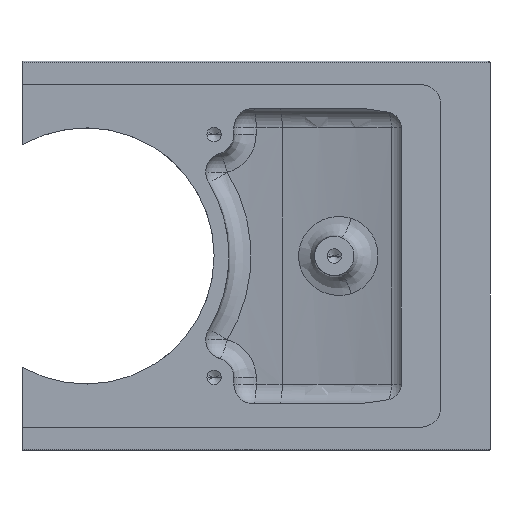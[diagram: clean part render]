
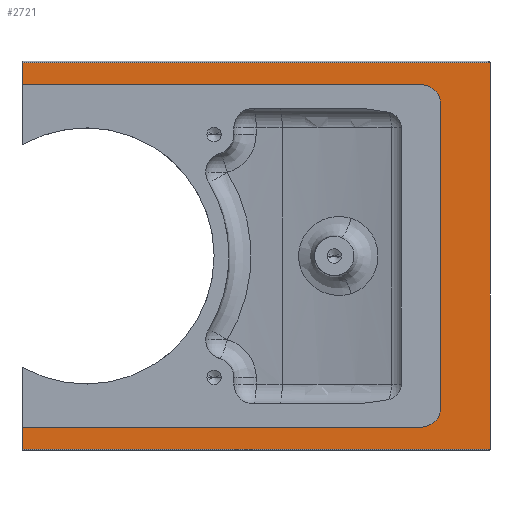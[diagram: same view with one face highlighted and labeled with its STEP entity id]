
A CAD part, top view. The second image highlights one B-rep face of the part: STEP entity #2721.
In plain terms, the highlighted planar face has unit normal (0, 0, 1).
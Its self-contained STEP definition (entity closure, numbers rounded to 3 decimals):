
#58 = ORIENTED_EDGE ( 'NONE', *, *, #2133, .T. ) ;
#68 = CARTESIAN_POINT ( 'NONE',  ( 47.5, 39.25, 0. ) ) ;
#200 = CARTESIAN_POINT ( 'NONE',  ( 33.5, -30.75, 0. ) ) ;
#242 = DIRECTION ( 'NONE',  ( 0., -1., 0. ) ) ;
#244 = DIRECTION ( 'NONE',  ( -1., 0., 0. ) ) ;
#264 = EDGE_CURVE ( 'NONE', #476, #1725, #2948, .T. ) ;
#279 = CARTESIAN_POINT ( 'NONE',  ( 47.5, 39.5, 0. ) ) ;
#327 = LINE ( 'NONE', #643, #1664 ) ;
#476 = VERTEX_POINT ( 'NONE', #2496 ) ;
#478 = CARTESIAN_POINT ( 'NONE',  ( -47.5, -34.75, 0. ) ) ;
#516 = EDGE_LOOP ( 'NONE', ( #58, #1558, #1245, #2611, #1766, #2738, #820, #1499, #2226, #715 ) ) ;
#565 = CARTESIAN_POINT ( 'NONE',  ( -47.5, 39.25, 0. ) ) ;
#606 = CIRCLE ( 'NONE', #2814, 4. ) ;
#624 = EDGE_CURVE ( 'NONE', #2844, #1285, #872, .T. ) ;
#643 = CARTESIAN_POINT ( 'NONE',  ( 37.5, -34.75, 0. ) ) ;
#707 = DIRECTION ( 'NONE',  ( 1., 0., 0. ) ) ;
#710 = VECTOR ( 'NONE', #2126, 1000. ) ;
#715 = ORIENTED_EDGE ( 'NONE', *, *, #829, .F. ) ;
#774 = CARTESIAN_POINT ( 'NONE',  ( 47.5, -39.25, 0. ) ) ;
#814 = VERTEX_POINT ( 'NONE', #3277 ) ;
#820 = ORIENTED_EDGE ( 'NONE', *, *, #2865, .T. ) ;
#826 = CARTESIAN_POINT ( 'NONE',  ( 33.5, 34.75, 0. ) ) ;
#829 = EDGE_CURVE ( 'NONE', #1647, #3063, #1196, .T. ) ;
#863 = VERTEX_POINT ( 'NONE', #68 ) ;
#869 = DIRECTION ( 'NONE',  ( 0., 0., -1. ) ) ;
#872 = LINE ( 'NONE', #2028, #1853 ) ;
#951 = VERTEX_POINT ( 'NONE', #826 ) ;
#952 = VERTEX_POINT ( 'NONE', #2024 ) ;
#1151 = VECTOR ( 'NONE', #707, 1000. ) ;
#1178 = DIRECTION ( 'NONE',  ( 0., -1., 0. ) ) ;
#1196 = LINE ( 'NONE', #2394, #3797 ) ;
#1245 = ORIENTED_EDGE ( 'NONE', *, *, #3885, .F. ) ;
#1285 = VERTEX_POINT ( 'NONE', #774 ) ;
#1385 = CARTESIAN_POINT ( 'NONE',  ( 33.5, -34.75, 0. ) ) ;
#1499 = ORIENTED_EDGE ( 'NONE', *, *, #3702, .F. ) ;
#1558 = ORIENTED_EDGE ( 'NONE', *, *, #624, .T. ) ;
#1634 = DIRECTION ( 'NONE',  ( 0., 0., -1. ) ) ;
#1647 = VERTEX_POINT ( 'NONE', #478 ) ;
#1664 = VECTOR ( 'NONE', #2117, 1000. ) ;
#1725 = VERTEX_POINT ( 'NONE', #3515 ) ;
#1766 = ORIENTED_EDGE ( 'NONE', *, *, #264, .T. ) ;
#1853 = VECTOR ( 'NONE', #2605, 1000. ) ;
#2024 = CARTESIAN_POINT ( 'NONE',  ( 37.5, 30.75, 0. ) ) ;
#2028 = CARTESIAN_POINT ( 'NONE',  ( 47.5, -39.25, 0. ) ) ;
#2029 = VECTOR ( 'NONE', #242, 1000. ) ;
#2089 = CARTESIAN_POINT ( 'NONE',  ( -47.5, 39.5, 0. ) ) ;
#2092 = DIRECTION ( 'NONE',  ( -1., 0., 0. ) ) ;
#2117 = DIRECTION ( 'NONE',  ( 0., 1., 0. ) ) ;
#2126 = DIRECTION ( 'NONE',  ( -1., 0., 0. ) ) ;
#2133 = EDGE_CURVE ( 'NONE', #1647, #2844, #2970, .T. ) ;
#2226 = ORIENTED_EDGE ( 'NONE', *, *, #2476, .T. ) ;
#2352 = VECTOR ( 'NONE', #1178, 1000. ) ;
#2391 = LINE ( 'NONE', #565, #710 ) ;
#2394 = CARTESIAN_POINT ( 'NONE',  ( -47.5, -34.75, 0. ) ) ;
#2427 = FACE_OUTER_BOUND ( 'NONE', #516, .T. ) ;
#2476 = EDGE_CURVE ( 'NONE', #814, #3063, #606, .T. ) ;
#2496 = CARTESIAN_POINT ( 'NONE',  ( -47.5, 39.25, 0. ) ) ;
#2514 = DIRECTION ( 'NONE',  ( -1., 0., 0. ) ) ;
#2523 = CARTESIAN_POINT ( 'NONE',  ( -47.5, 34.75, 0. ) ) ;
#2585 = LINE ( 'NONE', #2523, #1151 ) ;
#2605 = DIRECTION ( 'NONE',  ( 1., 0., 0. ) ) ;
#2611 = ORIENTED_EDGE ( 'NONE', *, *, #2654, .T. ) ;
#2627 = VECTOR ( 'NONE', #2981, 1000. ) ;
#2654 = EDGE_CURVE ( 'NONE', #863, #476, #2391, .T. ) ;
#2707 = DIRECTION ( 'NONE',  ( 1., 0., 0. ) ) ;
#2721 = ADVANCED_FACE ( 'NONE', ( #2427 ), #3289, .F. ) ;
#2738 = ORIENTED_EDGE ( 'NONE', *, *, #3117, .T. ) ;
#2739 = CIRCLE ( 'NONE', #3757, 4. ) ;
#2767 = CARTESIAN_POINT ( 'NONE',  ( 33.5, 30.75, 0. ) ) ;
#2814 = AXIS2_PLACEMENT_3D ( 'NONE', #200, #2871, #244 ) ;
#2844 = VERTEX_POINT ( 'NONE', #3441 ) ;
#2865 = EDGE_CURVE ( 'NONE', #951, #952, #2739, .T. ) ;
#2871 = DIRECTION ( 'NONE',  ( 0., 0., -1. ) ) ;
#2948 = LINE ( 'NONE', #2089, #2352 ) ;
#2970 = LINE ( 'NONE', #3276, #2627 ) ;
#2981 = DIRECTION ( 'NONE',  ( 0., -1., 0. ) ) ;
#3063 = VERTEX_POINT ( 'NONE', #1385 ) ;
#3117 = EDGE_CURVE ( 'NONE', #1725, #951, #2585, .T. ) ;
#3276 = CARTESIAN_POINT ( 'NONE',  ( -47.5, 39.5, 0. ) ) ;
#3277 = CARTESIAN_POINT ( 'NONE',  ( 37.5, -30.75, 0. ) ) ;
#3289 = PLANE ( 'NONE',  #3745 ) ;
#3441 = CARTESIAN_POINT ( 'NONE',  ( -47.5, -39.25, 0. ) ) ;
#3515 = CARTESIAN_POINT ( 'NONE',  ( -47.5, 34.75, 0. ) ) ;
#3564 = CARTESIAN_POINT ( 'NONE',  ( -47.5, 39.5, 0. ) ) ;
#3702 = EDGE_CURVE ( 'NONE', #814, #952, #327, .T. ) ;
#3745 = AXIS2_PLACEMENT_3D ( 'NONE', #3564, #869, #2092 ) ;
#3757 = AXIS2_PLACEMENT_3D ( 'NONE', #2767, #1634, #2514 ) ;
#3797 = VECTOR ( 'NONE', #2707, 1000. ) ;
#3860 = LINE ( 'NONE', #279, #2029 ) ;
#3885 = EDGE_CURVE ( 'NONE', #863, #1285, #3860, .T. ) ;
